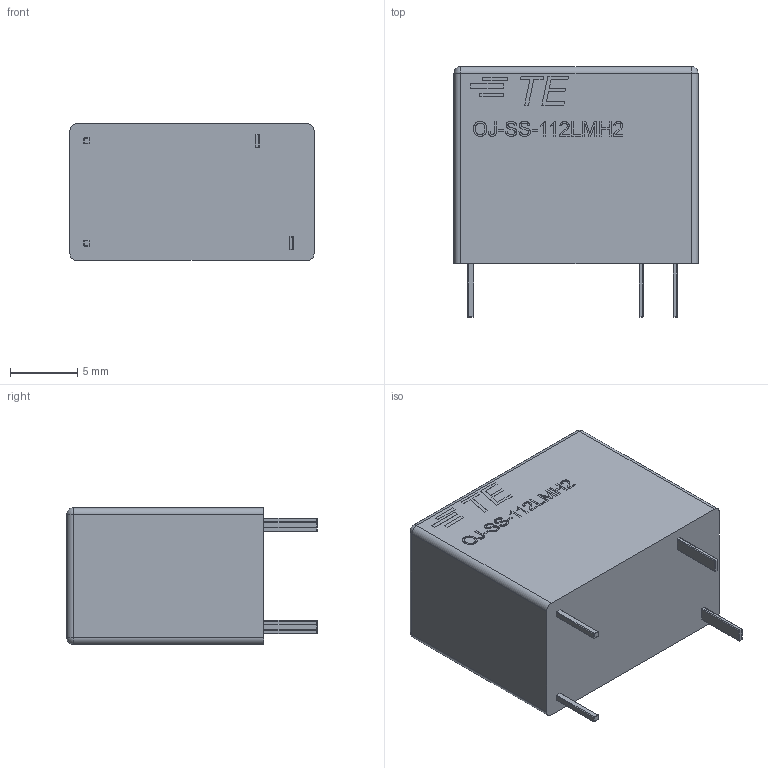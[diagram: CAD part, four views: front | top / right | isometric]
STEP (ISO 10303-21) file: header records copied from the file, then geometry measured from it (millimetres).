
FILE_DESCRIPTION(/* description */ (''),/* implementation_level */ '2;1');
FILE_NAME(/* name */ 'TE-OJ-SS-112LMH2 v2.step',/* time_stamp */ '2018-08-08T14:05:27+02:00',/* author */ ('chebe17'),/* organization */ (''),/* preprocessor_version */ 'ST-DEVELOPER v17',/* originating_system */ 'Autodesk Translation Framework v7.1.0.215',/* authorisation */ '');
FILE_SCHEMA (('AUTOMOTIVE_DESIGN { 1 0 10303 214 3 1 1 }'));
Length unit declared in the file: millimetre
Products named in the file (2): TE-OJ-SS-112LMH2; TE-OJ-SS-112LMH2_1
Assembly tree (1 placements, depth 2):
  TE-OJ-SS-112LMH2
    TE-OJ-SS-112LMH2_1
Bounding box: 18.2 x 18.7 x 10.21 mm (x, y, z)
Volume: 2726 mm3; surface area: 1235.8 mm2
Topology: 23 solids, 23 shells, 368 faces, 904 edges, 583 vertices
Faces by surface type: plane 164, bspline 142, cylinder 41, sphere 20, torus 1
Full cylindrical faces by diameter (mm): 1.5 x1
Entity records: 12091 total; most frequent: CARTESIAN_POINT 4272, ORIENTED_EDGE 1808, DIRECTION 1164, EDGE_CURVE 904, VERTEX_POINT 583, LINE 534, VECTOR 534, EDGE_LOOP 371
